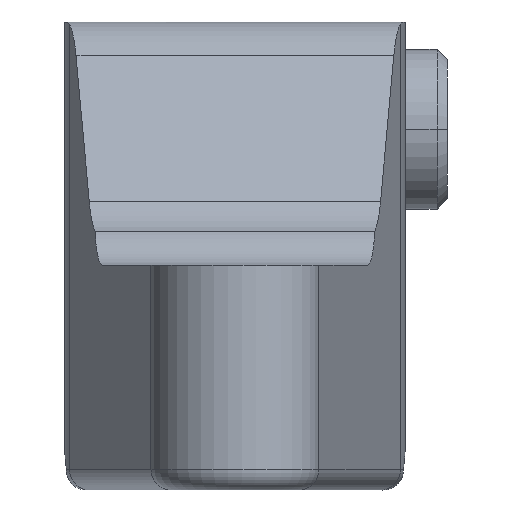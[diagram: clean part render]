
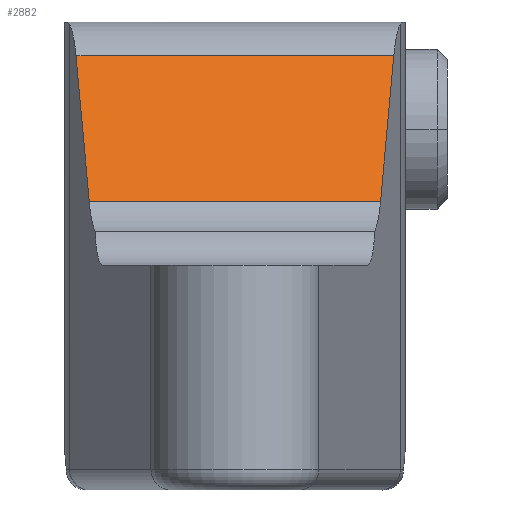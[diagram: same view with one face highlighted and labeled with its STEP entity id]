
A CAD part, front view. The second image highlights one B-rep face of the part: STEP entity #2882.
In plain terms, the highlighted planar face has unit normal (0, -0.88, 0.475).
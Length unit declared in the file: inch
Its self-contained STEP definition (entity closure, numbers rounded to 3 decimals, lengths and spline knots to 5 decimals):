
#284=DIRECTION('',(-1.,0.,0.));
#285=VECTOR('',#284,0.93376);
#286=CARTESIAN_POINT('',(0.46688,-0.47839,
1.27639));
#287=LINE('',#286,#285);
#318=DIRECTION('',(0.08,0.474,0.877));
#319=VECTOR('',#318,0.48783);
#320=CARTESIAN_POINT('',(0.42808,-0.70961,
0.84861));
#321=LINE('',#320,#319);
#357=DIRECTION('',(-0.08,0.474,0.877));
#358=VECTOR('',#357,0.48783);
#359=CARTESIAN_POINT('',(-0.42808,-0.70961,
0.84861));
#360=LINE('',#359,#358);
#1438=DIRECTION('',(-1.,0.,0.));
#1439=VECTOR('',#1438,0.85615);
#1440=CARTESIAN_POINT('',(0.42808,-0.70961,
0.84861));
#1441=LINE('',#1440,#1439);
#1467=CARTESIAN_POINT('',(-0.42808,-0.70961,
0.84861));
#1468=CARTESIAN_POINT('',(-0.46688,-0.47839,
1.27639));
#1469=VERTEX_POINT('',#1467);
#1470=VERTEX_POINT('',#1468);
#1471=CARTESIAN_POINT('',(0.42808,-0.70961,
0.84861));
#1472=CARTESIAN_POINT('',(0.46688,-0.47839,
1.27639));
#1473=VERTEX_POINT('',#1471);
#1474=VERTEX_POINT('',#1472);
#2870=CARTESIAN_POINT('',(0.6,-0.70961,0.84861));
#2871=DIRECTION('',(0.,0.88,-0.476));
#2872=DIRECTION('',(0.,0.476,0.88));
#2873=AXIS2_PLACEMENT_3D('',#2870,#2871,#2872);
#2874=PLANE('',#2873);
#2875=ORIENTED_EDGE('',*,*,#1845,.T.);
#2876=ORIENTED_EDGE('',*,*,#1784,.F.);
#2877=ORIENTED_EDGE('',*,*,#1806,.F.);
#2879=ORIENTED_EDGE('',*,*,#2878,.T.);
#2880=EDGE_LOOP('',(#2875,#2876,#2877,#2879));
#2881=FACE_OUTER_BOUND('',#2880,.F.);
#2882=ADVANCED_FACE('',(#2881),#2874,.F.);
#1784=EDGE_CURVE('',#1474,#1470,#287,.T.);
#1806=EDGE_CURVE('',#1473,#1474,#321,.T.);
#1845=EDGE_CURVE('',#1469,#1470,#360,.T.);
#2878=EDGE_CURVE('',#1473,#1469,#1441,.T.);
